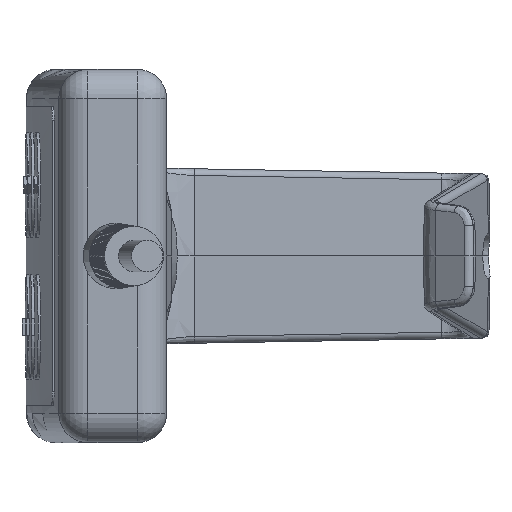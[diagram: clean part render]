
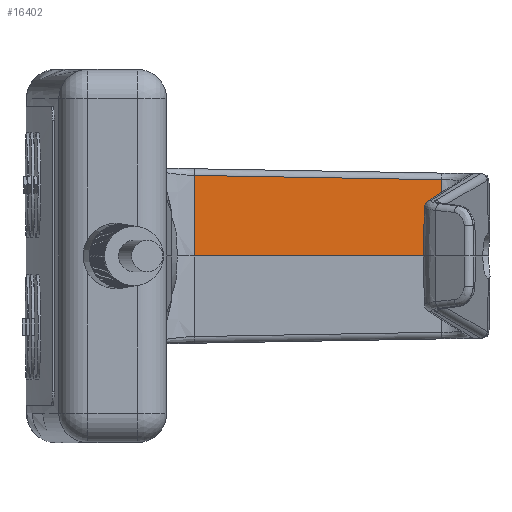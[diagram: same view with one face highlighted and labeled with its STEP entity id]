
A CAD part, left-side view. The second image highlights one B-rep face of the part: STEP entity #16402.
In plain terms, the highlighted planar face has unit normal (-0.999, -0.049, 0.018).
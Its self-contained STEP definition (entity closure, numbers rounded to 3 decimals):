
#11250 = CARTESIAN_POINT ( 'NONE',  ( 63.134, -11.761, 11.878 ) ) ;
#11361 = DIRECTION ( 'NONE',  ( 0.049, -0.999, -0.017 ) ) ;
#11362 = VECTOR ( 'NONE', #11361, 1000. ) ;
#11363 = CARTESIAN_POINT ( 'NONE',  ( 64.918, -48.218, 11.241 ) ) ;
#11364 = LINE ( 'NONE', #11363, #11362 ) ;
#11365 = CARTESIAN_POINT ( 'NONE',  ( 64.918, -48.218, 11.241 ) ) ;
#11366 = DIRECTION ( 'NONE',  ( 0.017, 0.001, 1. ) ) ;
#11367 = VECTOR ( 'NONE', #11366, 1000. ) ;
#11368 = CARTESIAN_POINT ( 'NONE',  ( 8764.262, 380.078, 499000.001 ) ) ;
#11369 = LINE ( 'NONE', #11368, #11367 ) ;
#11370 = DIRECTION ( 'NONE',  ( 0.049, -0.999, 0. ) ) ;
#11371 = VECTOR ( 'NONE', #11370, 1000. ) ;
#11372 = CARTESIAN_POINT ( 'NONE',  ( 62.837, -9.943, 0.001 ) ) ;
#11373 = LINE ( 'NONE', #11372, #11371 ) ;
#11399 = CARTESIAN_POINT ( 'NONE',  ( 64.722, -48.227, 0.001 ) ) ;
#11400 = DIRECTION ( 'NONE',  ( -0.017, -0.001, -1. ) ) ;
#11401 = DIRECTION ( 'NONE',  ( -0.999, -0.049, 0.017 ) ) ;
#11402 = AXIS2_PLACEMENT_3D ( 'NONE', #11403, #11401, #11400 ) ;
#11403 = CARTESIAN_POINT ( 'NONE',  ( 62.837, -9.943, 0.001 ) ) ;
#11404 = PLANE ( 'NONE',  #11402 ) ;
#11405 = FACE_OUTER_BOUND ( 'NONE', #16403, .T. ) ;
#11406 = DIRECTION ( 'NONE',  ( -0.017, -0.001, -1. ) ) ;
#11407 = VECTOR ( 'NONE', #11406, 1000. ) ;
#11408 = CARTESIAN_POINT ( 'NONE',  ( 62.927, -11.772, 0.001 ) ) ;
#11409 = LINE ( 'NONE', #11408, #11407 ) ;
#11410 = CARTESIAN_POINT ( 'NONE',  ( 62.927, -11.772, 0.001 ) ) ;
#16340 = VERTEX_POINT ( 'NONE', #11250 ) ;
#16382 = EDGE_CURVE ( 'NONE', #16399, #16406, #11373, .T. ) ;
#16383 = ORIENTED_EDGE ( 'NONE', *, *, #16384, .T. ) ;
#16384 = EDGE_CURVE ( 'NONE', #16406, #16385, #11369, .T. ) ;
#16385 = VERTEX_POINT ( 'NONE', #11365 ) ;
#16386 = ORIENTED_EDGE ( 'NONE', *, *, #16387, .F. ) ;
#16387 = EDGE_CURVE ( 'NONE', #16340, #16385, #11364, .T. ) ;
#16399 = VERTEX_POINT ( 'NONE', #11410 ) ;
#16401 = EDGE_CURVE ( 'NONE', #16340, #16399, #11409, .T. ) ;
#16402 = ADVANCED_FACE ( 'NONE', ( #11405 ), #11404, .T. ) ;
#16403 = EDGE_LOOP ( 'NONE', ( #16404, #16405, #16383, #16386 ) ) ;
#16404 = ORIENTED_EDGE ( 'NONE', *, *, #16401, .T. ) ;
#16405 = ORIENTED_EDGE ( 'NONE', *, *, #16382, .T. ) ;
#16406 = VERTEX_POINT ( 'NONE', #11399 ) ;
